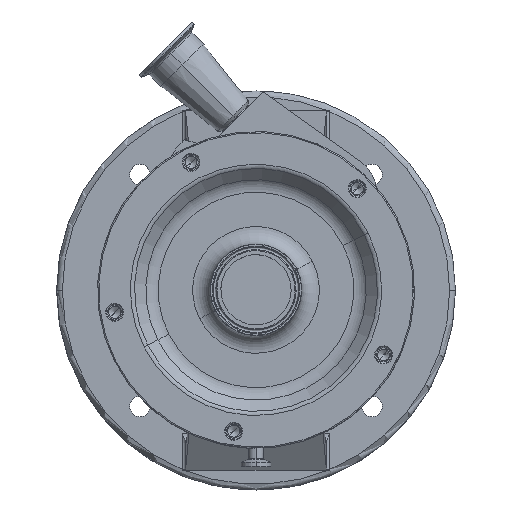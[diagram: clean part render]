
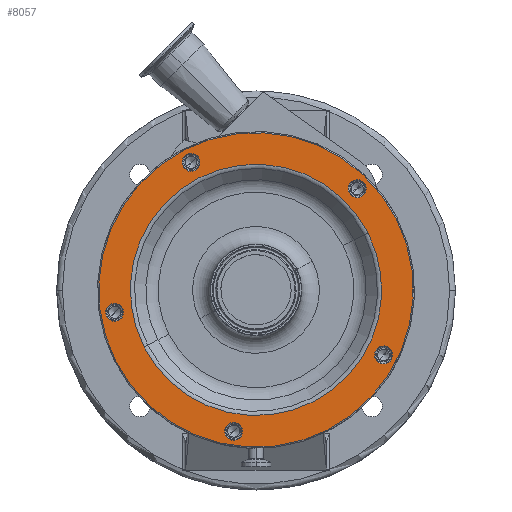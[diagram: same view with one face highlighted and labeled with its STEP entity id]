
A CAD part, top view. The second image highlights one B-rep face of the part: STEP entity #8057.
In plain terms, the highlighted planar face has unit normal (0, 0, 1).
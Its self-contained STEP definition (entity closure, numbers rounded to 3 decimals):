
#26 = ORIENTED_EDGE ( 'NONE', *, *, #4117, .T. ) ;
#73 = AXIS2_PLACEMENT_3D ( 'NONE', #1046, #2098, #7203 ) ;
#185 = EDGE_LOOP ( 'NONE', ( #8146, #6799 ) ) ;
#232 = CARTESIAN_POINT ( 'NONE',  ( 108.703, -55.387, 81. ) ) ;
#606 = VERTEX_POINT ( 'NONE', #7917 ) ;
#615 = VERTEX_POINT ( 'NONE', #2055 ) ;
#685 = EDGE_CURVE ( 'NONE', #1008, #9442, #12894, .T. ) ;
#732 = EDGE_CURVE ( 'NONE', #12651, #5870, #12681, .T. ) ;
#790 = EDGE_CURVE ( 'NONE', #10412, #12201, #5677, .T. ) ;
#930 = DIRECTION ( 'NONE',  ( -0.891, -0.454, 0. ) ) ;
#1008 = VERTEX_POINT ( 'NONE', #8599 ) ;
#1023 = CIRCLE ( 'NONE', #2289, 7.644 ) ;
#1028 = CIRCLE ( 'NONE', #3771, 7.644 ) ;
#1046 = CARTESIAN_POINT ( 'NONE',  ( 0., 0., 81. ) ) ;
#1124 = CARTESIAN_POINT ( 'NONE',  ( 0., 0., 81. ) ) ;
#1217 = AXIS2_PLACEMENT_3D ( 'NONE', #7763, #10880, #1780 ) ;
#1293 = DIRECTION ( 'NONE',  ( 0., 0., -1. ) ) ;
#1314 = AXIS2_PLACEMENT_3D ( 'NONE', #5758, #6763, #3582 ) ;
#1780 = DIRECTION ( 'NONE',  ( -0.891, -0.454, 0. ) ) ;
#1941 = EDGE_LOOP ( 'NONE', ( #9135, #26 ) ) ;
#2055 = CARTESIAN_POINT ( 'NONE',  ( 101.892, -58.857, 81. ) ) ;
#2094 = EDGE_CURVE ( 'NONE', #2310, #12215, #9122, .T. ) ;
#2098 = DIRECTION ( 'NONE',  ( 0., 0., -1. ) ) ;
#2102 = AXIS2_PLACEMENT_3D ( 'NONE', #5656, #8447, #4741 ) ;
#2140 = VERTEX_POINT ( 'NONE', #5242 ) ;
#2246 = CARTESIAN_POINT ( 'NONE',  ( 86.267, 86.267, 81. ) ) ;
#2289 = AXIS2_PLACEMENT_3D ( 'NONE', #3426, #11461, #12383 ) ;
#2310 = VERTEX_POINT ( 'NONE', #3665 ) ;
#2590 = ORIENTED_EDGE ( 'NONE', *, *, #8765, .T. ) ;
#2809 = CARTESIAN_POINT ( 'NONE',  ( -48.576, 112.173, 81. ) ) ;
#3014 = VERTEX_POINT ( 'NONE', #6183 ) ;
#3182 = CIRCLE ( 'NONE', #6331, 107.071 ) ;
#3426 = CARTESIAN_POINT ( 'NONE',  ( -120.498, -19.085, 81. ) ) ;
#3582 = DIRECTION ( 'NONE',  ( -0.891, -0.454, 0. ) ) ;
#3627 = FACE_BOUND ( 'NONE', #7465, .T. ) ;
#3665 = CARTESIAN_POINT ( 'NONE',  ( 119.395, 60.835, 81. ) ) ;
#3771 = AXIS2_PLACEMENT_3D ( 'NONE', #9291, #7278, #6256 ) ;
#3997 = AXIS2_PLACEMENT_3D ( 'NONE', #11883, #5812, #9966 ) ;
#4117 = EDGE_CURVE ( 'NONE', #12201, #10412, #5743, .T. ) ;
#4230 = VERTEX_POINT ( 'NONE', #11834 ) ;
#4308 = ORIENTED_EDGE ( 'NONE', *, *, #7079, .T. ) ;
#4534 = DIRECTION ( 'NONE',  ( -0.891, -0.454, 0. ) ) ;
#4741 = DIRECTION ( 'NONE',  ( -0.891, -0.454, 0. ) ) ;
#4836 = EDGE_CURVE ( 'NONE', #9442, #1008, #7483, .T. ) ;
#4878 = DIRECTION ( 'NONE',  ( 0., 0., -1. ) ) ;
#4984 = CARTESIAN_POINT ( 'NONE',  ( 93.078, 89.737, 81. ) ) ;
#5112 = CIRCLE ( 'NONE', #73, 134. ) ;
#5214 = DIRECTION ( 'NONE',  ( 0., 0., -1. ) ) ;
#5242 = CARTESIAN_POINT ( 'NONE',  ( -127.309, -22.555, 81. ) ) ;
#5341 = EDGE_CURVE ( 'NONE', #606, #4230, #6021, .T. ) ;
#5420 = ORIENTED_EDGE ( 'NONE', *, *, #9909, .T. ) ;
#5460 = AXIS2_PLACEMENT_3D ( 'NONE', #12111, #7062, #9146 ) ;
#5656 = CARTESIAN_POINT ( 'NONE',  ( 108.703, -55.387, 81. ) ) ;
#5677 = CIRCLE ( 'NONE', #12274, 7.644 ) ;
#5718 = EDGE_LOOP ( 'NONE', ( #5420, #10682 ) ) ;
#5743 = CIRCLE ( 'NONE', #1314, 7.644 ) ;
#5758 = CARTESIAN_POINT ( 'NONE',  ( -55.387, 108.703, 81. ) ) ;
#5812 = DIRECTION ( 'NONE',  ( 0., 0., -1. ) ) ;
#5870 = VERTEX_POINT ( 'NONE', #4984 ) ;
#6021 = CIRCLE ( 'NONE', #9039, 107.071 ) ;
#6108 = CIRCLE ( 'NONE', #2102, 7.644 ) ;
#6183 = CARTESIAN_POINT ( 'NONE',  ( 115.513, -51.917, 81. ) ) ;
#6256 = DIRECTION ( 'NONE',  ( -0.891, -0.454, 0. ) ) ;
#6331 = AXIS2_PLACEMENT_3D ( 'NONE', #11385, #1293, #11452 ) ;
#6576 = CIRCLE ( 'NONE', #8514, 7.644 ) ;
#6699 = CARTESIAN_POINT ( 'NONE',  ( -119.395, -60.835, 81. ) ) ;
#6738 = FACE_BOUND ( 'NONE', #1941, .T. ) ;
#6763 = DIRECTION ( 'NONE',  ( 0., 0., -1. ) ) ;
#6799 = ORIENTED_EDGE ( 'NONE', *, *, #2094, .F. ) ;
#6838 = CARTESIAN_POINT ( 'NONE',  ( -12.274, -117.028, 81. ) ) ;
#6999 = CARTESIAN_POINT ( 'NONE',  ( -19.085, -120.498, 81. ) ) ;
#7062 = DIRECTION ( 'NONE',  ( 0., 0., -1. ) ) ;
#7079 = EDGE_CURVE ( 'NONE', #3014, #615, #7988, .T. ) ;
#7203 = DIRECTION ( 'NONE',  ( -0.891, -0.454, 0. ) ) ;
#7268 = AXIS2_PLACEMENT_3D ( 'NONE', #6999, #9872, #7891 ) ;
#7278 = DIRECTION ( 'NONE',  ( 0., 0., -1. ) ) ;
#7296 = DIRECTION ( 'NONE',  ( 0., 0., -1. ) ) ;
#7403 = CARTESIAN_POINT ( 'NONE',  ( 79.456, 82.797, 81. ) ) ;
#7465 = EDGE_LOOP ( 'NONE', ( #12275, #11604 ) ) ;
#7483 = CIRCLE ( 'NONE', #7268, 7.644 ) ;
#7537 = DIRECTION ( 'NONE',  ( 0., 0., -1. ) ) ;
#7763 = CARTESIAN_POINT ( 'NONE',  ( -60.835, 119.395, 81. ) ) ;
#7770 = EDGE_LOOP ( 'NONE', ( #4308, #9644 ) ) ;
#7891 = DIRECTION ( 'NONE',  ( -0.891, -0.454, 0. ) ) ;
#7917 = CARTESIAN_POINT ( 'NONE',  ( 95.401, 48.609, 81. ) ) ;
#7942 = ORIENTED_EDGE ( 'NONE', *, *, #4836, .T. ) ;
#7988 = CIRCLE ( 'NONE', #10314, 7.644 ) ;
#8043 = DIRECTION ( 'NONE',  ( -0.891, -0.454, 0. ) ) ;
#8057 = ADVANCED_FACE ( 'NONE', ( #3627, #9811, #8893, #9688, #6738, #9883, #11659 ), #11733, .F. ) ;
#8146 = ORIENTED_EDGE ( 'NONE', *, *, #11769, .F. ) ;
#8182 = DIRECTION ( 'NONE',  ( -0.891, -0.454, 0. ) ) ;
#8196 = ORIENTED_EDGE ( 'NONE', *, *, #8855, .T. ) ;
#8440 = DIRECTION ( 'NONE',  ( -0.891, -0.454, 0. ) ) ;
#8447 = DIRECTION ( 'NONE',  ( 0., 0., -1. ) ) ;
#8514 = AXIS2_PLACEMENT_3D ( 'NONE', #2246, #7296, #8440 ) ;
#8599 = CARTESIAN_POINT ( 'NONE',  ( -25.896, -123.968, 81. ) ) ;
#8765 = EDGE_CURVE ( 'NONE', #2140, #12546, #1023, .T. ) ;
#8855 = EDGE_CURVE ( 'NONE', #12546, #2140, #1028, .T. ) ;
#8893 = FACE_BOUND ( 'NONE', #12743, .T. ) ;
#8983 = DIRECTION ( 'NONE',  ( 0., 0., -1. ) ) ;
#9039 = AXIS2_PLACEMENT_3D ( 'NONE', #1124, #4878, #930 ) ;
#9122 = CIRCLE ( 'NONE', #5460, 134. ) ;
#9135 = ORIENTED_EDGE ( 'NONE', *, *, #790, .T. ) ;
#9146 = DIRECTION ( 'NONE',  ( -0.891, -0.454, 0. ) ) ;
#9291 = CARTESIAN_POINT ( 'NONE',  ( -120.498, -19.085, 81. ) ) ;
#9442 = VERTEX_POINT ( 'NONE', #6838 ) ;
#9644 = ORIENTED_EDGE ( 'NONE', *, *, #9700, .T. ) ;
#9688 = FACE_BOUND ( 'NONE', #11612, .T. ) ;
#9700 = EDGE_CURVE ( 'NONE', #615, #3014, #6108, .T. ) ;
#9811 = FACE_BOUND ( 'NONE', #7770, .T. ) ;
#9872 = DIRECTION ( 'NONE',  ( 0., 0., -1. ) ) ;
#9883 = FACE_OUTER_BOUND ( 'NONE', #185, .T. ) ;
#9909 = EDGE_CURVE ( 'NONE', #4230, #606, #3182, .T. ) ;
#9966 = DIRECTION ( 'NONE',  ( -0.891, -0.454, 0. ) ) ;
#10294 = CARTESIAN_POINT ( 'NONE',  ( -55.387, 108.703, 81. ) ) ;
#10314 = AXIS2_PLACEMENT_3D ( 'NONE', #232, #5214, #8182 ) ;
#10412 = VERTEX_POINT ( 'NONE', #2809 ) ;
#10682 = ORIENTED_EDGE ( 'NONE', *, *, #5341, .T. ) ;
#10703 = CARTESIAN_POINT ( 'NONE',  ( -62.197, 105.233, 81. ) ) ;
#10880 = DIRECTION ( 'NONE',  ( 0., 0., -1. ) ) ;
#11385 = CARTESIAN_POINT ( 'NONE',  ( 0., 0., 81. ) ) ;
#11432 = AXIS2_PLACEMENT_3D ( 'NONE', #13069, #8983, #8043 ) ;
#11452 = DIRECTION ( 'NONE',  ( -0.891, -0.454, 0. ) ) ;
#11461 = DIRECTION ( 'NONE',  ( 0., 0., -1. ) ) ;
#11604 = ORIENTED_EDGE ( 'NONE', *, *, #732, .T. ) ;
#11612 = EDGE_LOOP ( 'NONE', ( #8196, #2590 ) ) ;
#11659 = FACE_BOUND ( 'NONE', #5718, .T. ) ;
#11675 = EDGE_CURVE ( 'NONE', #5870, #12651, #6576, .T. ) ;
#11733 = PLANE ( 'NONE',  #1217 ) ;
#11769 = EDGE_CURVE ( 'NONE', #12215, #2310, #5112, .T. ) ;
#11834 = CARTESIAN_POINT ( 'NONE',  ( -95.401, -48.609, 81. ) ) ;
#11883 = CARTESIAN_POINT ( 'NONE',  ( 86.267, 86.267, 81. ) ) ;
#12048 = ORIENTED_EDGE ( 'NONE', *, *, #685, .T. ) ;
#12111 = CARTESIAN_POINT ( 'NONE',  ( 0., 0., 81. ) ) ;
#12201 = VERTEX_POINT ( 'NONE', #10703 ) ;
#12215 = VERTEX_POINT ( 'NONE', #6699 ) ;
#12274 = AXIS2_PLACEMENT_3D ( 'NONE', #10294, #7537, #4534 ) ;
#12275 = ORIENTED_EDGE ( 'NONE', *, *, #11675, .T. ) ;
#12383 = DIRECTION ( 'NONE',  ( -0.891, -0.454, 0. ) ) ;
#12546 = VERTEX_POINT ( 'NONE', #13067 ) ;
#12651 = VERTEX_POINT ( 'NONE', #7403 ) ;
#12681 = CIRCLE ( 'NONE', #3997, 7.644 ) ;
#12743 = EDGE_LOOP ( 'NONE', ( #7942, #12048 ) ) ;
#12894 = CIRCLE ( 'NONE', #11432, 7.644 ) ;
#13067 = CARTESIAN_POINT ( 'NONE',  ( -113.687, -15.615, 81. ) ) ;
#13069 = CARTESIAN_POINT ( 'NONE',  ( -19.085, -120.498, 81. ) ) ;
